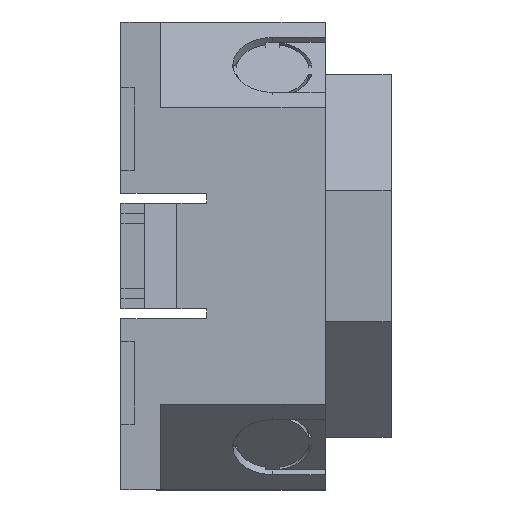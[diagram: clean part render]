
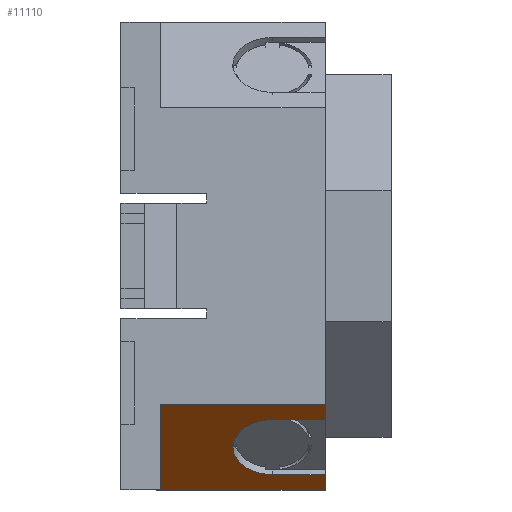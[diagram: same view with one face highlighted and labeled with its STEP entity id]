
A CAD part, left-side view. The second image highlights one B-rep face of the part: STEP entity #11110.
In plain terms, the highlighted planar face has unit normal (-0.694, 0, -0.72).
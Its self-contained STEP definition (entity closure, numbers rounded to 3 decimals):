
#188 = CARTESIAN_POINT ( 'NONE',  ( -99., -6., -35.5 ) ) ;
#230 = DIRECTION ( 'NONE',  ( 0.72, 0., -0.694 ) ) ;
#1356 = CARTESIAN_POINT ( 'NONE',  ( -112.5, -31., -22.5 ) ) ;
#1366 = EDGE_CURVE ( 'NONE', #9575, #20269, #15561, .T. ) ;
#1628 = ORIENTED_EDGE ( 'NONE', *, *, #9721, .T. ) ;
#2166 = CARTESIAN_POINT ( 'NONE',  ( -99., -31., -35.5 ) ) ;
#2983 = VECTOR ( 'NONE', #11982, 1000. ) ;
#3135 = VECTOR ( 'NONE', #17204, 1000. ) ;
#3165 = PLANE ( 'NONE',  #14529 ) ;
#3237 = DIRECTION ( 'NONE',  ( -0.72, 0., 0.694 ) ) ;
#3395 = ORIENTED_EDGE ( 'NONE', *, *, #17088, .T. ) ;
#3662 = EDGE_CURVE ( 'NONE', #17501, #13101, #7490, .T. ) ;
#4034 = LINE ( 'NONE', #16611, #12755 ) ;
#4157 = FACE_OUTER_BOUND ( 'NONE', #17399, .T. ) ;
#4639 = CARTESIAN_POINT ( 'NONE',  ( -105.75, -23., -29. ) ) ;
#4719 = VERTEX_POINT ( 'NONE', #2166 ) ;
#5089 = CARTESIAN_POINT ( 'NONE',  ( -101.428, -31., -33.162 ) ) ;
#6278 = DIRECTION ( 'NONE',  ( -0.72, 0., 0.694 ) ) ;
#6420 = ORIENTED_EDGE ( 'NONE', *, *, #14589, .F. ) ;
#6674 = CIRCLE ( 'NONE', #19871, 6. ) ;
#6794 = DIRECTION ( 'NONE',  ( 0., -1., 0. ) ) ;
#7490 = LINE ( 'NONE', #15545, #3135 ) ;
#7531 = VECTOR ( 'NONE', #10279, 1000. ) ;
#8044 = LINE ( 'NONE', #8621, #7531 ) ;
#8211 = VECTOR ( 'NONE', #230, 1000. ) ;
#8621 = CARTESIAN_POINT ( 'NONE',  ( -99., -6., -35.5 ) ) ;
#8906 = LINE ( 'NONE', #16834, #12771 ) ;
#9395 = DIRECTION ( 'NONE',  ( 0., -1., 0. ) ) ;
#9575 = VERTEX_POINT ( 'NONE', #9694 ) ;
#9694 = CARTESIAN_POINT ( 'NONE',  ( -101.428, -31., -33.162 ) ) ;
#9721 = EDGE_CURVE ( 'NONE', #13101, #4719, #8044, .T. ) ;
#9851 = ORIENTED_EDGE ( 'NONE', *, *, #3662, .T. ) ;
#10279 = DIRECTION ( 'NONE',  ( 0., -1., 0. ) ) ;
#10707 = CARTESIAN_POINT ( 'NONE',  ( -112.5, -6., -22.5 ) ) ;
#11067 = CARTESIAN_POINT ( 'NONE',  ( -112.5, -6., -22.5 ) ) ;
#11110 = ADVANCED_FACE ( 'NONE', ( #4157 ), #3165, .T. ) ;
#11692 = VECTOR ( 'NONE', #9395, 1000. ) ;
#11710 = EDGE_CURVE ( 'NONE', #9575, #4719, #18513, .T. ) ;
#11982 = DIRECTION ( 'NONE',  ( 0., 1., 0. ) ) ;
#12214 = LINE ( 'NONE', #11067, #11692 ) ;
#12355 = VERTEX_POINT ( 'NONE', #16667 ) ;
#12755 = VECTOR ( 'NONE', #6794, 1000. ) ;
#12771 = VECTOR ( 'NONE', #16914, 1000. ) ;
#13051 = DIRECTION ( 'NONE',  ( -0.694, 0., -0.72 ) ) ;
#13101 = VERTEX_POINT ( 'NONE', #188 ) ;
#14529 = AXIS2_PLACEMENT_3D ( 'NONE', #19606, #13051, #3237 ) ;
#14589 = EDGE_CURVE ( 'NONE', #17501, #17684, #12214, .T. ) ;
#15117 = CARTESIAN_POINT ( 'NONE',  ( -101.428, -23., -33.162 ) ) ;
#15545 = CARTESIAN_POINT ( 'NONE',  ( -112.5, -6., -22.5 ) ) ;
#15561 = LINE ( 'NONE', #5089, #2983 ) ;
#16102 = DIRECTION ( 'NONE',  ( 0.694, 0., 0.72 ) ) ;
#16103 = ORIENTED_EDGE ( 'NONE', *, *, #1366, .T. ) ;
#16611 = CARTESIAN_POINT ( 'NONE',  ( -110.072, -31., -24.838 ) ) ;
#16614 = CARTESIAN_POINT ( 'NONE',  ( -112.5, -31., -22.5 ) ) ;
#16667 = CARTESIAN_POINT ( 'NONE',  ( -110.072, -23., -24.838 ) ) ;
#16834 = CARTESIAN_POINT ( 'NONE',  ( -112.5, -31., -22.5 ) ) ;
#16914 = DIRECTION ( 'NONE',  ( 0.72, 0., -0.694 ) ) ;
#17088 = EDGE_CURVE ( 'NONE', #20269, #12355, #6674, .T. ) ;
#17204 = DIRECTION ( 'NONE',  ( 0.72, 0., -0.694 ) ) ;
#17399 = EDGE_LOOP ( 'NONE', ( #3395, #21135, #21195, #6420, #9851, #1628, #19030, #16103 ) ) ;
#17501 = VERTEX_POINT ( 'NONE', #10707 ) ;
#17534 = VERTEX_POINT ( 'NONE', #20672 ) ;
#17684 = VERTEX_POINT ( 'NONE', #1356 ) ;
#18513 = LINE ( 'NONE', #16614, #8211 ) ;
#18566 = EDGE_CURVE ( 'NONE', #17684, #17534, #8906, .T. ) ;
#18984 = EDGE_CURVE ( 'NONE', #12355, #17534, #4034, .T. ) ;
#19030 = ORIENTED_EDGE ( 'NONE', *, *, #11710, .F. ) ;
#19606 = CARTESIAN_POINT ( 'NONE',  ( -112.5, -6., -22.5 ) ) ;
#19871 = AXIS2_PLACEMENT_3D ( 'NONE', #4639, #16102, #6278 ) ;
#20269 = VERTEX_POINT ( 'NONE', #15117 ) ;
#20672 = CARTESIAN_POINT ( 'NONE',  ( -110.072, -31., -24.838 ) ) ;
#21135 = ORIENTED_EDGE ( 'NONE', *, *, #18984, .T. ) ;
#21195 = ORIENTED_EDGE ( 'NONE', *, *, #18566, .F. ) ;
